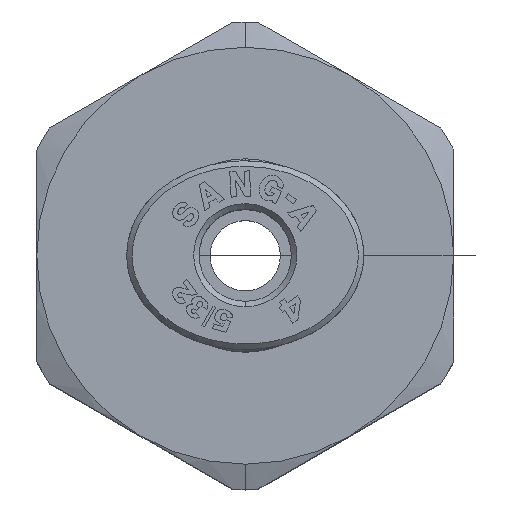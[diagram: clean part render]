
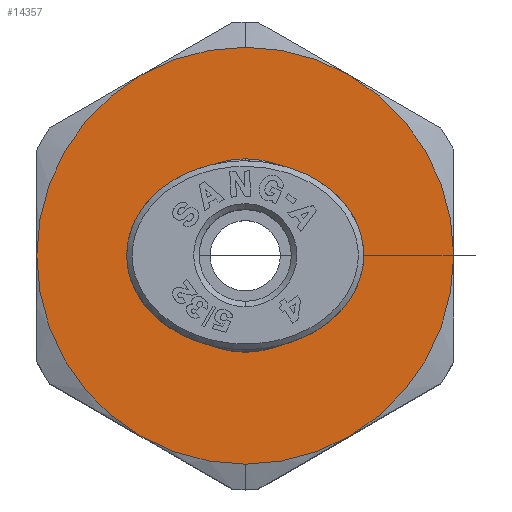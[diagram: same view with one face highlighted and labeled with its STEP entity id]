
A CAD part, top view. The second image highlights one B-rep face of the part: STEP entity #14357.
In plain terms, the highlighted planar face has unit normal (0, 0, 1).
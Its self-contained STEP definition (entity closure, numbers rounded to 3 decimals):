
#183=CARTESIAN_POINT('',(-4.4,0.0,0.35));
#184=VERTEX_POINT('',#183);
#191=CARTESIAN_POINT('',(4.4,0.,0.35));
#192=VERTEX_POINT('',#191);
#193=CARTESIAN_POINT('',(0.0,0.0,0.35));
#194=DIRECTION('',(0.0,0.0,1.0));
#195=DIRECTION('',(-1.0,0.0,0.0));
#196=AXIS2_PLACEMENT_3D('',#193,#194,#195);
#197=CIRCLE('',#196,4.4);
#198=EDGE_CURVE('',#184,#192,#197,.T.);
#381=CARTESIAN_POINT('',(9.5,0.,0.35));
#382=VERTEX_POINT('',#381);
#398=CARTESIAN_POINT('',(8.227,4.75,0.35));
#399=VERTEX_POINT('',#398);
#413=CARTESIAN_POINT('',(0.0,0.,0.35));
#414=DIRECTION('',(0.0,0.0,1.0));
#415=DIRECTION('',(-1.0,0.0,0.0));
#416=AXIS2_PLACEMENT_3D('',#413,#414,#415);
#417=CIRCLE('',#416,9.5);
#418=EDGE_CURVE('',#382,#399,#417,.T.);
#428=CARTESIAN_POINT('',(-9.5,0.,0.35));
#429=VERTEX_POINT('',#428);
#438=CARTESIAN_POINT('',(-8.227,4.75,0.35));
#439=VERTEX_POINT('',#438);
#440=CARTESIAN_POINT('',(0.0,0.,0.35));
#441=DIRECTION('',(0.0,0.0,1.0));
#442=DIRECTION('',(-1.0,0.0,0.0));
#443=AXIS2_PLACEMENT_3D('',#440,#441,#442);
#444=CIRCLE('',#443,9.5);
#445=EDGE_CURVE('',#439,#429,#444,.T.);
#13716=CARTESIAN_POINT('',(0.,-9.5,0.35));
#13717=VERTEX_POINT('',#13716);
#13800=CARTESIAN_POINT('',(-8.227,-4.75,0.35));
#13801=VERTEX_POINT('',#13800);
#13940=CARTESIAN_POINT('',(0.,9.5,0.35));
#13941=VERTEX_POINT('',#13940);
#14078=CARTESIAN_POINT('',(8.227,-4.75,0.35));
#14079=VERTEX_POINT('',#14078);
#14093=CARTESIAN_POINT('',(0.0,0.,0.35));
#14094=DIRECTION('',(0.0,0.0,1.0));
#14095=DIRECTION('',(-1.0,0.0,0.0));
#14096=AXIS2_PLACEMENT_3D('',#14093,#14094,#14095);
#14097=CIRCLE('',#14096,9.5);
#14098=EDGE_CURVE('',#13717,#14079,#14097,.T.);
#14111=CARTESIAN_POINT('',(0.0,0.,0.35));
#14112=DIRECTION('',(0.0,0.0,1.0));
#14113=DIRECTION('',(-1.0,0.0,0.0));
#14114=AXIS2_PLACEMENT_3D('',#14111,#14112,#14113);
#14115=CIRCLE('',#14114,9.5);
#14116=EDGE_CURVE('',#13801,#13717,#14115,.T.);
#14130=CARTESIAN_POINT('',(0.0,0.,0.35));
#14131=DIRECTION('',(0.0,0.0,1.0));
#14132=DIRECTION('',(-1.0,0.0,0.0));
#14133=AXIS2_PLACEMENT_3D('',#14130,#14131,#14132);
#14134=CIRCLE('',#14133,9.5);
#14135=EDGE_CURVE('',#429,#13801,#14134,.T.);
#14147=CARTESIAN_POINT('',(0.0,0.,0.35));
#14148=DIRECTION('',(0.0,0.0,1.0));
#14149=DIRECTION('',(-1.0,0.0,0.0));
#14150=AXIS2_PLACEMENT_3D('',#14147,#14148,#14149);
#14151=CIRCLE('',#14150,9.5);
#14152=EDGE_CURVE('',#13941,#439,#14151,.T.);
#14165=CARTESIAN_POINT('',(0.0,0.,0.35));
#14166=DIRECTION('',(0.0,0.0,1.0));
#14167=DIRECTION('',(-1.0,0.0,0.0));
#14168=AXIS2_PLACEMENT_3D('',#14165,#14166,#14167);
#14169=CIRCLE('',#14168,9.5);
#14170=EDGE_CURVE('',#399,#13941,#14169,.T.);
#14182=CARTESIAN_POINT('',(0.0,0.,0.35));
#14183=DIRECTION('',(0.0,0.0,1.0));
#14184=DIRECTION('',(-1.0,0.0,0.0));
#14185=AXIS2_PLACEMENT_3D('',#14182,#14183,#14184);
#14186=CIRCLE('',#14185,9.5);
#14187=EDGE_CURVE('',#14079,#382,#14186,.T.);
#14332=CARTESIAN_POINT('',(0.,0.,0.35));
#14333=DIRECTION('',(0.0,0.0,1.0));
#14334=DIRECTION('',(1.0,0.0,0.0));
#14335=AXIS2_PLACEMENT_3D('',#14332,#14333,#14334);
#14336=PLANE('',#14335);
#14337=ORIENTED_EDGE('',*,*,#14187,.T.);
#14338=ORIENTED_EDGE('',*,*,#418,.T.);
#14339=ORIENTED_EDGE('',*,*,#14170,.T.);
#14340=ORIENTED_EDGE('',*,*,#14152,.T.);
#14341=ORIENTED_EDGE('',*,*,#445,.T.);
#14342=ORIENTED_EDGE('',*,*,#14135,.T.);
#14343=ORIENTED_EDGE('',*,*,#14116,.T.);
#14344=ORIENTED_EDGE('',*,*,#14098,.T.);
#14345=EDGE_LOOP('',(#14337,#14338,#14339,#14340,#14341,#14342,#14343,#14344));
#14346=FACE_OUTER_BOUND('',#14345,.T.);
#14347=ORIENTED_EDGE('',*,*,#198,.F.);
#14348=CARTESIAN_POINT('',(0.0,0.0,0.35));
#14349=DIRECTION('',(0.0,0.0,1.0));
#14350=DIRECTION('',(-1.0,0.0,0.0));
#14351=AXIS2_PLACEMENT_3D('',#14348,#14349,#14350);
#14352=CIRCLE('',#14351,4.4);
#14353=EDGE_CURVE('',#192,#184,#14352,.T.);
#14354=ORIENTED_EDGE('',*,*,#14353,.F.);
#14355=EDGE_LOOP('',(#14347,#14354));
#14356=FACE_BOUND('',#14355,.T.);
#14357=ADVANCED_FACE('',(#14346,#14356),#14336,.T.);
